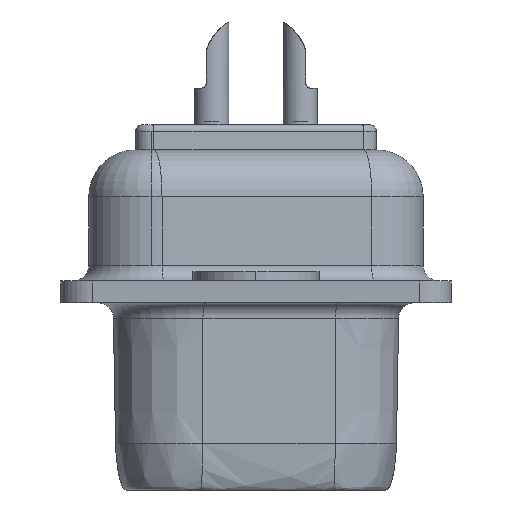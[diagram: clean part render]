
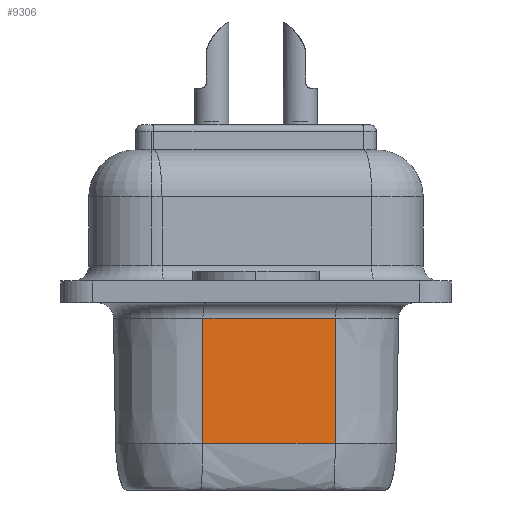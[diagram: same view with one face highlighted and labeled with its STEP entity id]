
A CAD part, left-side view. The second image highlights one B-rep face of the part: STEP entity #9306.
In plain terms, the highlighted planar face has unit normal (-0.985, -0.174, -0.018).
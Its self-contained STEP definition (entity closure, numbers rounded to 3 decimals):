
#372 = AXIS2_PLACEMENT_3D ( 'NONE', #14268, #14630, #3079 ) ;
#730 = DIRECTION ( 'NONE',  ( -0.174, 0.985, 0. ) ) ;
#986 = ORIENTED_EDGE ( 'NONE', *, *, #7031, .T. ) ;
#1706 = VECTOR ( 'NONE', #11630, 1000. ) ;
#1978 = PLANE ( 'NONE',  #372 ) ;
#2270 = ORIENTED_EDGE ( 'NONE', *, *, #11684, .F. ) ;
#2636 = CARTESIAN_POINT ( 'NONE',  ( -8.025, -2.533, 0. ) ) ;
#3079 = DIRECTION ( 'NONE',  ( 0.174, -0.985, 0. ) ) ;
#3490 = EDGE_LOOP ( 'NONE', ( #9157, #986, #2270, #3735 ) ) ;
#3735 = ORIENTED_EDGE ( 'NONE', *, *, #14711, .T. ) ;
#4265 = LINE ( 'NONE', #2636, #17103 ) ;
#6806 = VERTEX_POINT ( 'NONE', #16154 ) ;
#7031 = EDGE_CURVE ( 'NONE', #6806, #10693, #12569, .T. ) ;
#7364 = VERTEX_POINT ( 'NONE', #9236 ) ;
#7701 = CARTESIAN_POINT ( 'NONE',  ( -8.8, 1.712, 1.494 ) ) ;
#7813 = LINE ( 'NONE', #10589, #12349 ) ;
#8576 = CARTESIAN_POINT ( 'NONE',  ( -8.3, -1.121, 1.494 ) ) ;
#9157 = ORIENTED_EDGE ( 'NONE', *, *, #14292, .T. ) ;
#9236 = CARTESIAN_POINT ( 'NONE',  ( -8.869, 1.7, 5.509 ) ) ;
#9306 = ADVANCED_FACE ( 'NONE', ( #11577 ), #1978, .T. ) ;
#9634 = DIRECTION ( 'NONE',  ( 0.017, 0.003, -1. ) ) ;
#10589 = CARTESIAN_POINT ( 'NONE',  ( -8.869, 1.7, 5.509 ) ) ;
#10693 = VERTEX_POINT ( 'NONE', #15903 ) ;
#11577 = FACE_OUTER_BOUND ( 'NONE', #3490, .T. ) ;
#11630 = DIRECTION ( 'NONE',  ( 0.017, 0.003, -1. ) ) ;
#11684 = EDGE_CURVE ( 'NONE', #17776, #10693, #4265, .T. ) ;
#12114 = CARTESIAN_POINT ( 'NONE',  ( -8.12, -2.55, 5.509 ) ) ;
#12349 = VECTOR ( 'NONE', #730, 1000. ) ;
#12569 = B_SPLINE_CURVE_WITH_KNOTS ( 'NONE', 3,
 ( #7701, #15603, #8576, #15292 ),
 .UNSPECIFIED., .F., .F.,
 ( 4, 4 ),
 ( 0., 1. ),
 .UNSPECIFIED. ) ;
#13021 = LINE ( 'NONE', #17462, #1706 ) ;
#14268 = CARTESIAN_POINT ( 'NONE',  ( -8.774, 1.717, 0. ) ) ;
#14292 = EDGE_CURVE ( 'NONE', #7364, #6806, #13021, .T. ) ;
#14630 = DIRECTION ( 'NONE',  ( -0.985, -0.174, -0.017 ) ) ;
#14711 = EDGE_CURVE ( 'NONE', #17776, #7364, #7813, .T. ) ;
#15292 = CARTESIAN_POINT ( 'NONE',  ( -8.051, -2.538, 1.494 ) ) ;
#15603 = CARTESIAN_POINT ( 'NONE',  ( -8.55, 0.296, 1.494 ) ) ;
#15903 = CARTESIAN_POINT ( 'NONE',  ( -8.051, -2.538, 1.494 ) ) ;
#16154 = CARTESIAN_POINT ( 'NONE',  ( -8.8, 1.712, 1.494 ) ) ;
#17103 = VECTOR ( 'NONE', #9634, 1000. ) ;
#17462 = CARTESIAN_POINT ( 'NONE',  ( -8.774, 1.717, 0. ) ) ;
#17776 = VERTEX_POINT ( 'NONE', #12114 ) ;
